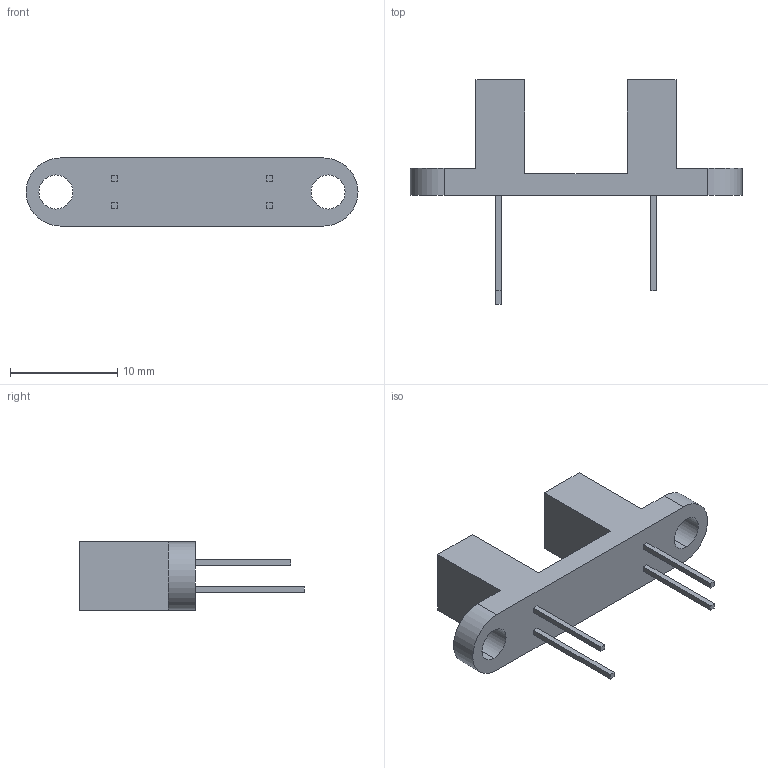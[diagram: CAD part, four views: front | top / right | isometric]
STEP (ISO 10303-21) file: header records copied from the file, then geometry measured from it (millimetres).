
FILE_DESCRIPTION (( 'STEP AP214' ), '1' );
FILE_NAME ('OPB800L55.STEP', '2019-09-23T18:09:35', ( '' ), ( '' ), 'SwSTEP 2.0', 'SolidWorks 2018', '' );
FILE_SCHEMA (( 'AUTOMOTIVE_DESIGN' ));
Length unit declared in the file: inch
Products named in the file (1): OPB800L55
Bounding box: 30.99 x 20.95 x 6.35 mm (x, y, z)
Volume: 895.6 mm3; surface area: 1003.7 mm2
Topology: 1 solids, 1 shells, 71 faces, 186 edges, 124 vertices
Faces by surface type: plane 49, bspline 14, cylinder 8
Entity records: 3939 total; most frequent: CARTESIAN_POINT 1292, ORIENTED_EDGE 372, DIRECTION 290, EDGE_CURVE 186, LINE 142, VECTOR 142, VERTEX_POINT 124, EDGE_LOOP 82
